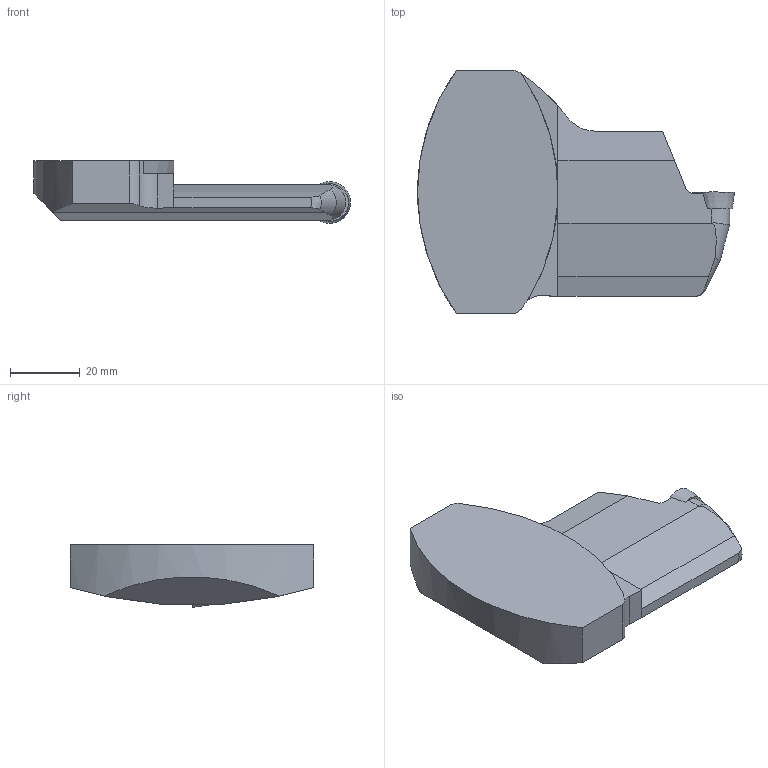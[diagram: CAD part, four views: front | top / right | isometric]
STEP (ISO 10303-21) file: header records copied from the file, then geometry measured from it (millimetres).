
FILE_DESCRIPTION(/* description */ (''),/* implementation_level */ '2;1');
FILE_NAME(/* name */ '1540360421856.stp',/* time_stamp */ '2018-10-24T11:24:05+06:00',/* author */ (''),/* organization */ ('SMS'),/* preprocessor_version */ 'ST-DEVELOPER v15',/* originating_system */ 'SIEMENS PLM Software NX 8.5',/* authorisation */ '');
FILE_SCHEMA (('AUTOMOTIVE_DESIGN { 1 0 10303 214 3 1 1 1 }'));
Length unit declared in the file: millimetre
Products named in the file (4): ASSEMBLY_CONSTRUCTION; IsoTurningInsert; 201942864mod000_00; 201942862mod000_00
Assembly tree (3 placements, depth 2):
  201942862mod000_00
    201942864mod000_00
    IsoTurningInsert
    ASSEMBLY_CONSTRUCTION
Bounding box: 91.08 x 70 x 17.98 mm (x, y, z)
Volume: 54893 mm3; surface area: 12528.7 mm2
Topology: 2 solids, 2 shells, 47 faces, 121 edges, 85 vertices
Faces by surface type: plane 25, cylinder 13, cone 4, torus 4, bspline 1
Full cylindrical faces by diameter (mm): 4.4 x2
Entity records: 1608 total; most frequent: CARTESIAN_POINT 308, DIRECTION 263, ORIENTED_EDGE 220, EDGE_CURVE 110, AXIS2_PLACEMENT_3D 103, VERTEX_POINT 77, EDGE_LOOP 59, LINE 57
